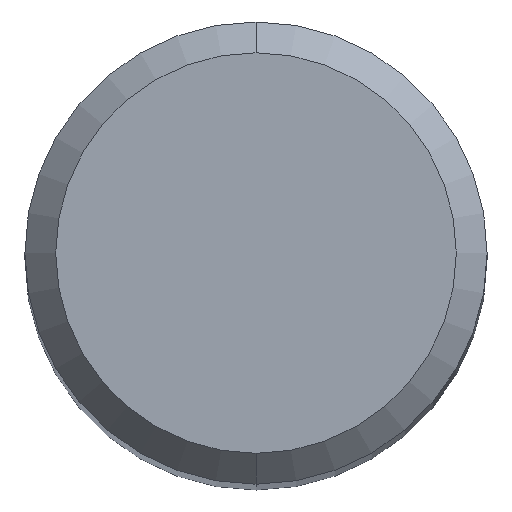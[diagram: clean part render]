
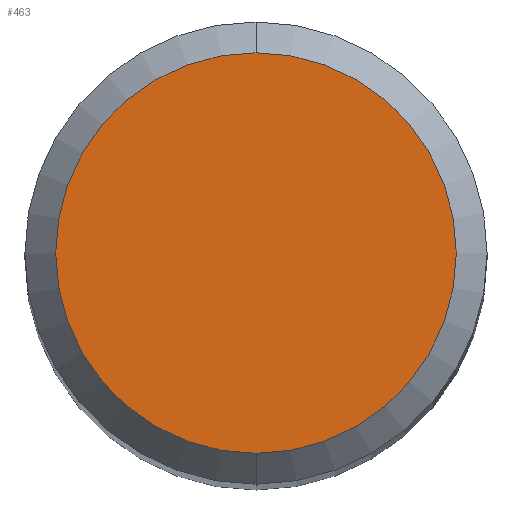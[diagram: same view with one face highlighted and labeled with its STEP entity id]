
A CAD part, top view. The second image highlights one B-rep face of the part: STEP entity #463.
In plain terms, the highlighted planar face has unit normal (0, 0, 1).
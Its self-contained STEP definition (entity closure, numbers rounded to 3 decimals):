
#197=EDGE_CURVE('',#327,#257,#505,.T.);
#257=VERTEX_POINT('',#573);
#327=VERTEX_POINT('',#647);
#461=EDGE_CURVE('',#257,#327,#797,.T.);
#463=ADVANCED_FACE('',(#799),#800,.T.);
#505=CIRCLE('',#843,2.6);
#573=CARTESIAN_POINT('',(0.,-2.6,0.0));
#647=CARTESIAN_POINT('',(0.0,2.6,0.0));
#797=CIRCLE('',#1440,2.6);
#799=FACE_OUTER_BOUND('',#1442,.T.);
#800=PLANE('',#1443);
#843=AXIS2_PLACEMENT_3D('',#1457,#1458,#1459);
#1440=AXIS2_PLACEMENT_3D('',#1796,#1797,#1798);
#1442=EDGE_LOOP('',(#1800,#1801));
#1443=AXIS2_PLACEMENT_3D('',#1802,#1803,#1804);
#1457=CARTESIAN_POINT('',(0.0,0.0,0.0));
#1458=DIRECTION('',(0.0,0.0,-1.0));
#1459=DIRECTION('',(0.0,1.0,0.0));
#1796=CARTESIAN_POINT('',(0.0,0.0,0.0));
#1797=DIRECTION('',(0.0,0.0,-1.0));
#1798=DIRECTION('',(0.0,1.0,0.0));
#1800=ORIENTED_EDGE('',*,*,#197,.F.);
#1801=ORIENTED_EDGE('',*,*,#461,.F.);
#1802=CARTESIAN_POINT('',(0.0,1.3,0.0));
#1803=DIRECTION('',(-0.0,0.0,1.0));
#1804=DIRECTION('',(0.0,-1.0,0.0));
